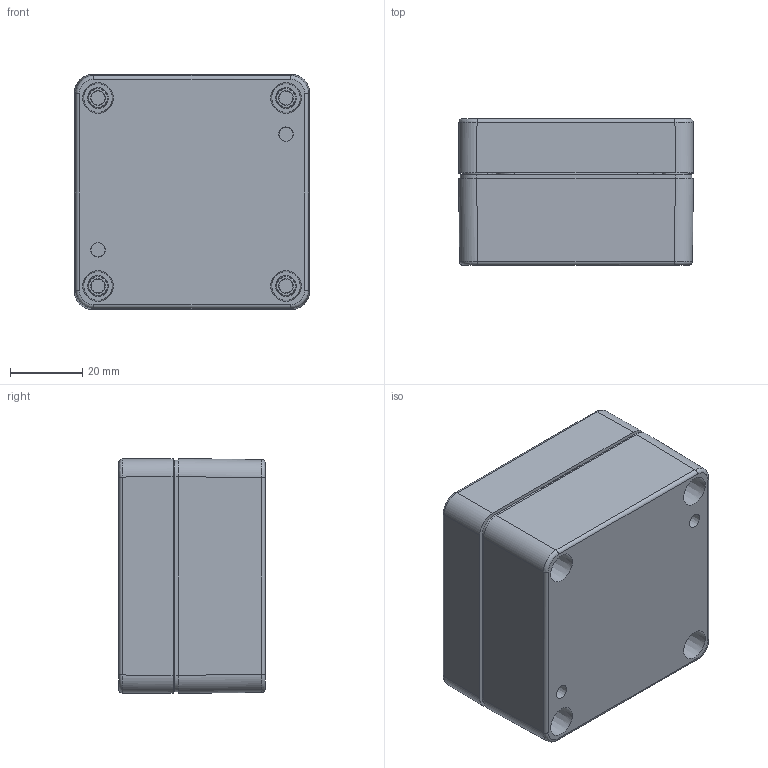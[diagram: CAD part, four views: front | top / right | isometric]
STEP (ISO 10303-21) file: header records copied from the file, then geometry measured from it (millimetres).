
FILE_DESCRIPTION (( 'STEP AP214' ), '1' );
FILE_NAME ('1555B2GY.STEP', '2020-11-07T18:09:49', ( '' ), ( '' ), 'SwSTEP 2.0', 'SolidWorks 2019', '' );
FILE_SCHEMA (( 'AUTOMOTIVE_DESIGN' ));
Length unit declared in the file: inch
Products named in the file (1): 1555B2GY
Bounding box: 65 x 40.5 x 65 mm (x, y, z)
Volume: 60660.3 mm3; surface area: 46629.6 mm2
Topology: 11 solids, 11 shells, 659 faces, 1576 edges, 994 vertices
Faces by surface type: plane 259, cone 172, cylinder 124, bspline 104
Full cylindrical faces by diameter (mm): 2 x12, 3.251 x4, 3.43 x4, 3.5 x4, 3.88 x4, 5.334 x4, 5.537 x8, 6.35 x8
Entity records: 25288 total; most frequent: CARTESIAN_POINT 11306, ORIENTED_EDGE 2892, DIRECTION 2603, EDGE_CURVE 1446, AXIS2_PLACEMENT_3D 1017, VERTEX_POINT 962, EDGE_LOOP 842, FACE_OUTER_BOUND 711
